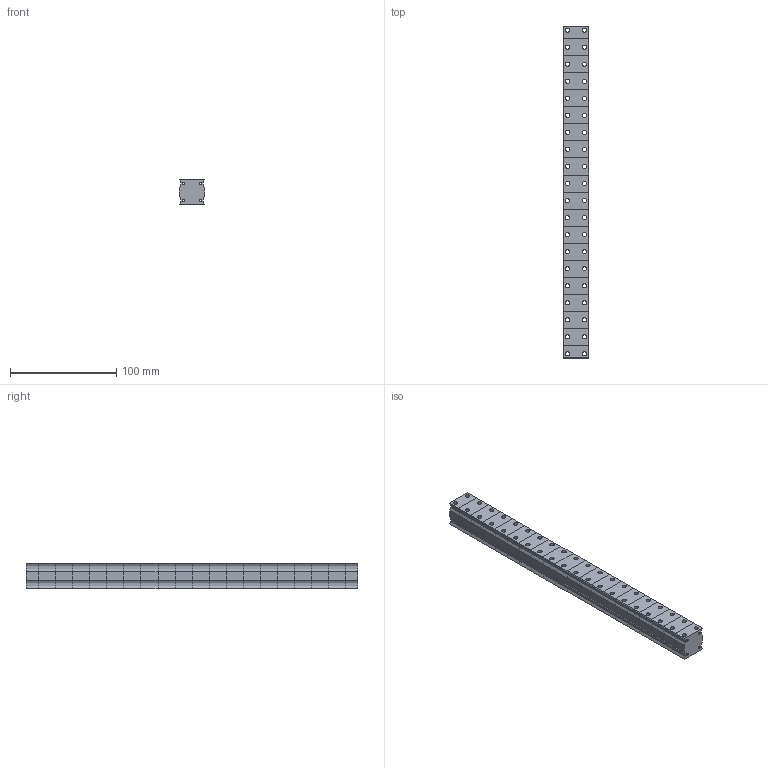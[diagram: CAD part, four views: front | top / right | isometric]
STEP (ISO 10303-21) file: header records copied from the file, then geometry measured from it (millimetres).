
FILE_DESCRIPTION(('STEP AP203'), '1');
FILE_NAME('ïðèíòåð_Áðàéëÿ_ñòîéêà2õ20', '', ('UNSPECIFIED'), ('UNSPECIFIED'), 'C3D Converter', 'C3D Toolkit', '');
FILE_SCHEMA(('CONFIG_CONTROL_DESIGN'));
Length unit declared in the file: millimetre
Bounding box: 24 x 312.06 x 24 mm (x, y, z)
Volume: 152861.8 mm3; surface area: 69657.5 mm2
Topology: 20 solids, 20 shells, 660 faces, 1880 edges, 1240 vertices
Faces by surface type: plane 420, cylinder 240
Full cylindrical faces by diameter (mm): 2.459 x160, 4 x60
Entity records: 37144 total; most frequent: CARTESIAN_POINT 14661, ORIENTED_EDGE 3280, DIRECTION 3202, EDGE_CURVE 1640, EDGE_LOOP 1280, VERTEX_POINT 1240, AXIS2_PLACEMENT_3D 1101, LINE 1000
